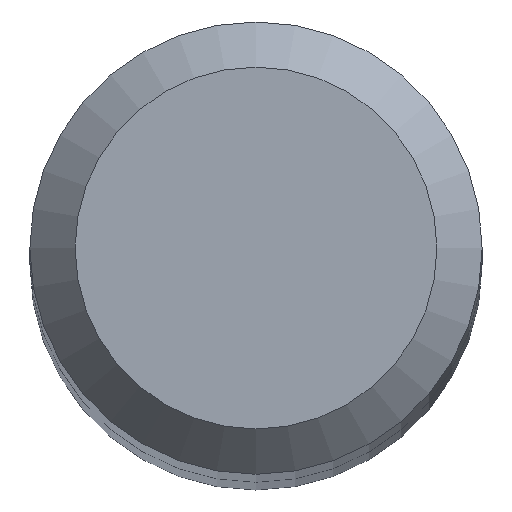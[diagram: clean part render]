
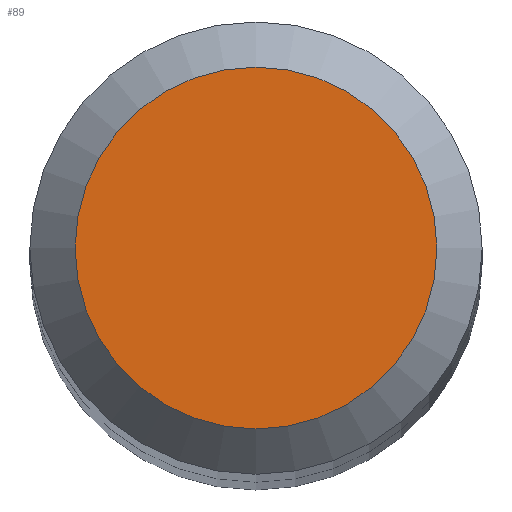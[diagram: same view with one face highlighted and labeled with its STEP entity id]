
A CAD part, top view. The second image highlights one B-rep face of the part: STEP entity #89.
In plain terms, the highlighted planar face has unit normal (0, 0, 1).
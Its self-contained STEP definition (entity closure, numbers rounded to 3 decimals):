
#1 = EDGE_CURVE ( 'NONE', #93, #93, #22, .T. ) ;
#9 = FACE_OUTER_BOUND ( 'NONE', #84, .T. ) ;
#12 = DIRECTION ( 'NONE',  ( 0., 0., -1. ) ) ;
#22 = CIRCLE ( 'NONE', #52, 1.2 ) ;
#32 = DIRECTION ( 'NONE',  ( 0., 1., 0. ) ) ;
#40 = AXIS2_PLACEMENT_3D ( 'NONE', #170, #12, #74 ) ;
#52 = AXIS2_PLACEMENT_3D ( 'NONE', #155, #142, #32 ) ;
#63 = CARTESIAN_POINT ( 'NONE',  ( 0., 1.2, 60. ) ) ;
#74 = DIRECTION ( 'NONE',  ( 0., 1., 0. ) ) ;
#84 = EDGE_LOOP ( 'NONE', ( #101 ) ) ;
#87 = PLANE ( 'NONE',  #40 ) ;
#89 = ADVANCED_FACE ( 'NONE', ( #9 ), #87, .F. ) ;
#93 = VERTEX_POINT ( 'NONE', #63 ) ;
#101 = ORIENTED_EDGE ( 'NONE', *, *, #1, .F. ) ;
#142 = DIRECTION ( 'NONE',  ( 0., 0., -1. ) ) ;
#155 = CARTESIAN_POINT ( 'NONE',  ( 0., 0., 60. ) ) ;
#170 = CARTESIAN_POINT ( 'NONE',  ( 0., 0., 60. ) ) ;
